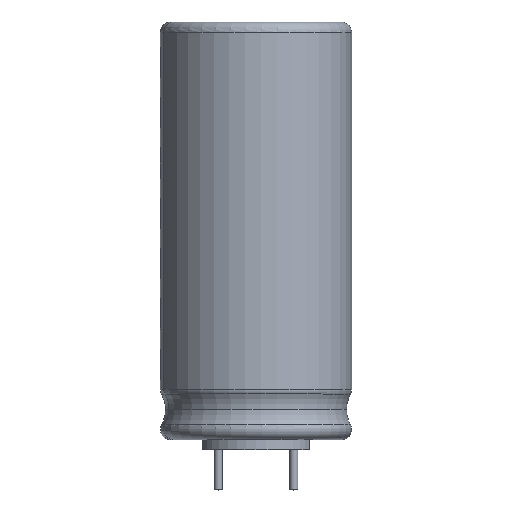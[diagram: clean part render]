
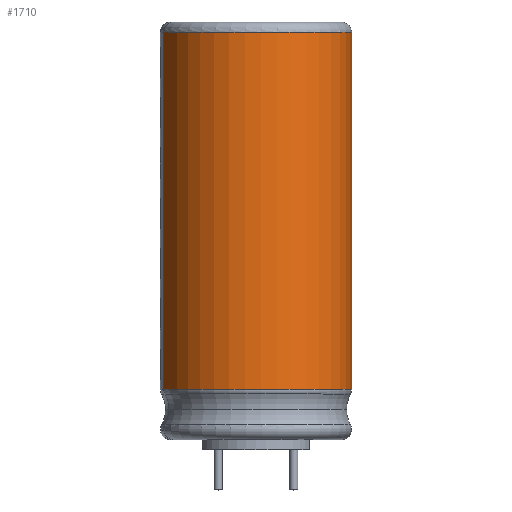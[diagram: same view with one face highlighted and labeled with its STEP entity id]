
A CAD part, top view. The second image highlights one B-rep face of the part: STEP entity #1710.
In plain terms, the highlighted cylindrical face has radius 9.5 mm (diameter 19 mm), a partial arc.
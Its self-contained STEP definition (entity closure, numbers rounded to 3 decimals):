
#104 = AXIS2_PLACEMENT_3D ( 'NONE', #3041, #1661, #3575 ) ;
#622 = EDGE_CURVE ( 'NONE', #3193, #3030, #2931, .T. ) ;
#769 = EDGE_CURVE ( 'NONE', #1382, #3030, #864, .T. ) ;
#820 = CARTESIAN_POINT ( 'NONE',  ( 0., 0., 0. ) ) ;
#864 = CIRCLE ( 'NONE', #104, 9.5 ) ;
#1301 = DIRECTION ( 'NONE',  ( 0., -1., 0. ) ) ;
#1382 = VERTEX_POINT ( 'NONE', #2864 ) ;
#1401 = VECTOR ( 'NONE', #1301, 1000. ) ;
#1589 = DIRECTION ( 'NONE',  ( 0., -1., 0. ) ) ;
#1590 = EDGE_CURVE ( 'NONE', #2136, #3193, #2714, .T. ) ;
#1639 = DIRECTION ( 'NONE',  ( 0., -1., 0. ) ) ;
#1640 = FACE_OUTER_BOUND ( 'NONE', #3236, .T. ) ;
#1649 = AXIS2_PLACEMENT_3D ( 'NONE', #3033, #3567, #2192 ) ;
#1661 = DIRECTION ( 'NONE',  ( 0., -1., 0. ) ) ;
#1710 = ADVANCED_FACE ( 'NONE', ( #1640 ), #1755, .T. ) ;
#1755 = CYLINDRICAL_SURFACE ( 'NONE', #2830, 9.5 ) ;
#1818 = CARTESIAN_POINT ( 'NONE',  ( 9.5, 0., 0. ) ) ;
#1951 = ORIENTED_EDGE ( 'NONE', *, *, #622, .T. ) ;
#2123 = ORIENTED_EDGE ( 'NONE', *, *, #2664, .F. ) ;
#2136 = VERTEX_POINT ( 'NONE', #2431 ) ;
#2192 = DIRECTION ( 'NONE',  ( 1., 0., 0. ) ) ;
#2304 = CARTESIAN_POINT ( 'NONE',  ( -9.165, 40.5, 2.5 ) ) ;
#2431 = CARTESIAN_POINT ( 'NONE',  ( 9.5, 40.5, 0. ) ) ;
#2441 = ORIENTED_EDGE ( 'NONE', *, *, #769, .F. ) ;
#2549 = CARTESIAN_POINT ( 'NONE',  ( -9.165, 5., 2.5 ) ) ;
#2562 = DIRECTION ( 'NONE',  ( 1., 0., 0. ) ) ;
#2624 = VECTOR ( 'NONE', #1589, 1000. ) ;
#2664 = EDGE_CURVE ( 'NONE', #2136, #1382, #2874, .T. ) ;
#2714 = CIRCLE ( 'NONE', #1649, 9.5 ) ;
#2830 = AXIS2_PLACEMENT_3D ( 'NONE', #820, #1639, #2562 ) ;
#2864 = CARTESIAN_POINT ( 'NONE',  ( 9.5, 5., 0. ) ) ;
#2874 = LINE ( 'NONE', #1818, #1401 ) ;
#2931 = LINE ( 'NONE', #2964, #2624 ) ;
#2964 = CARTESIAN_POINT ( 'NONE',  ( -9.165, 0., 2.5 ) ) ;
#3001 = ORIENTED_EDGE ( 'NONE', *, *, #1590, .T. ) ;
#3030 = VERTEX_POINT ( 'NONE', #2549 ) ;
#3033 = CARTESIAN_POINT ( 'NONE',  ( 0., 40.5, 0. ) ) ;
#3041 = CARTESIAN_POINT ( 'NONE',  ( 0., 5., 0. ) ) ;
#3193 = VERTEX_POINT ( 'NONE', #2304 ) ;
#3236 = EDGE_LOOP ( 'NONE', ( #2123, #3001, #1951, #2441 ) ) ;
#3567 = DIRECTION ( 'NONE',  ( 0., -1., 0. ) ) ;
#3575 = DIRECTION ( 'NONE',  ( 1., 0., 0. ) ) ;
